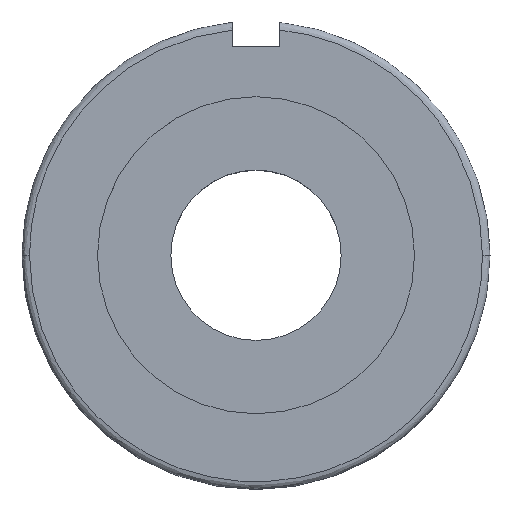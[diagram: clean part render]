
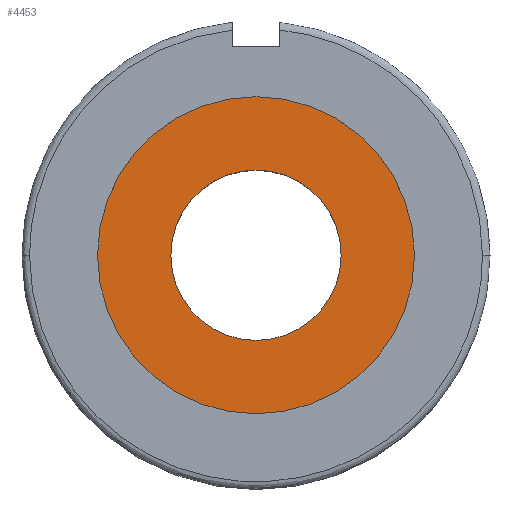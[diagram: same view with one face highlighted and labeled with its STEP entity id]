
A CAD part, top view. The second image highlights one B-rep face of the part: STEP entity #4453.
In plain terms, the highlighted planar face has unit normal (0, 0, 1).
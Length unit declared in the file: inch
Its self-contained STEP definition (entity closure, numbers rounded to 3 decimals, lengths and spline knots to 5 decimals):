
#9 = DIRECTION ( 'NONE',  ( 0., 0., 1. ) ) ;
#11 = CARTESIAN_POINT ( 'NONE',  ( 0., 0., 0.43307 ) ) ;
#888 = CARTESIAN_POINT ( 'NONE',  ( 0., 0., 0.43307 ) ) ;
#909 = FACE_OUTER_BOUND ( 'NONE', #4878, .T. ) ;
#1193 = CIRCLE ( 'NONE', #5341, 0.44429 ) ;
#1475 = CARTESIAN_POINT ( 'NONE',  ( 0.44429, 0., 0.43307 ) ) ;
#1505 = DIRECTION ( 'NONE',  ( -1., 0., 0. ) ) ;
#1589 = EDGE_CURVE ( 'NONE', #3445, #6689, #3423, .T. ) ;
#1685 = DIRECTION ( 'NONE',  ( 1., 0., 0. ) ) ;
#1760 = FACE_BOUND ( 'NONE', #5449, .T. ) ;
#1843 = EDGE_CURVE ( 'NONE', #6689, #3445, #7128, .T. ) ;
#1938 = EDGE_CURVE ( 'NONE', #3722, #4226, #3357, .T. ) ;
#2279 = PLANE ( 'NONE',  #7415 ) ;
#2415 = DIRECTION ( 'NONE',  ( 1., 0., 0. ) ) ;
#2462 = DIRECTION ( 'NONE',  ( 0., 0., -1. ) ) ;
#3031 = DIRECTION ( 'NONE',  ( 0., 0., 1. ) ) ;
#3035 = CARTESIAN_POINT ( 'NONE',  ( 0., 0., 0.43307 ) ) ;
#3046 = CARTESIAN_POINT ( 'NONE',  ( -0.82677, 0., 0.43307 ) ) ;
#3305 = AXIS2_PLACEMENT_3D ( 'NONE', #888, #4909, #1505 ) ;
#3338 = ORIENTED_EDGE ( 'NONE', *, *, #5918, .T. ) ;
#3357 = CIRCLE ( 'NONE', #3305, 0.44429 ) ;
#3423 = CIRCLE ( 'NONE', #3790, 0.82677 ) ;
#3445 = VERTEX_POINT ( 'NONE', #7227 ) ;
#3646 = AXIS2_PLACEMENT_3D ( 'NONE', #11, #9, #5448 ) ;
#3722 = VERTEX_POINT ( 'NONE', #6859 ) ;
#3790 = AXIS2_PLACEMENT_3D ( 'NONE', #3035, #3031, #2415 ) ;
#4226 = VERTEX_POINT ( 'NONE', #1475 ) ;
#4453 = ADVANCED_FACE ( 'NONE', ( #909, #1760 ), #2279, .T. ) ;
#4878 = EDGE_LOOP ( 'NONE', ( #4896, #4906 ) ) ;
#4896 = ORIENTED_EDGE ( 'NONE', *, *, #1589, .T. ) ;
#4906 = ORIENTED_EDGE ( 'NONE', *, *, #1843, .T. ) ;
#4909 = DIRECTION ( 'NONE',  ( 0., 0., -1. ) ) ;
#5073 = DIRECTION ( 'NONE',  ( 0., 0., 1. ) ) ;
#5341 = AXIS2_PLACEMENT_3D ( 'NONE', #5747, #2462, #6315 ) ;
#5448 = DIRECTION ( 'NONE',  ( 1., 0., 0. ) ) ;
#5449 = EDGE_LOOP ( 'NONE', ( #5716, #3338 ) ) ;
#5716 = ORIENTED_EDGE ( 'NONE', *, *, #1938, .T. ) ;
#5747 = CARTESIAN_POINT ( 'NONE',  ( 0., 0., 0.43307 ) ) ;
#5918 = EDGE_CURVE ( 'NONE', #4226, #3722, #1193, .T. ) ;
#6315 = DIRECTION ( 'NONE',  ( -1., 0., 0. ) ) ;
#6689 = VERTEX_POINT ( 'NONE', #3046 ) ;
#6712 = CARTESIAN_POINT ( 'NONE',  ( 0., 0., 0.43307 ) ) ;
#6859 = CARTESIAN_POINT ( 'NONE',  ( -0.44429, 0., 0.43307 ) ) ;
#7128 = CIRCLE ( 'NONE', #3646, 0.82677 ) ;
#7227 = CARTESIAN_POINT ( 'NONE',  ( 0.82677, 0., 0.43307 ) ) ;
#7415 = AXIS2_PLACEMENT_3D ( 'NONE', #6712, #5073, #1685 ) ;
